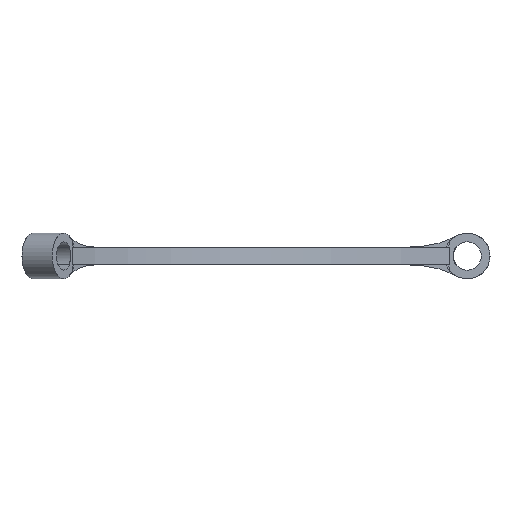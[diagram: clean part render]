
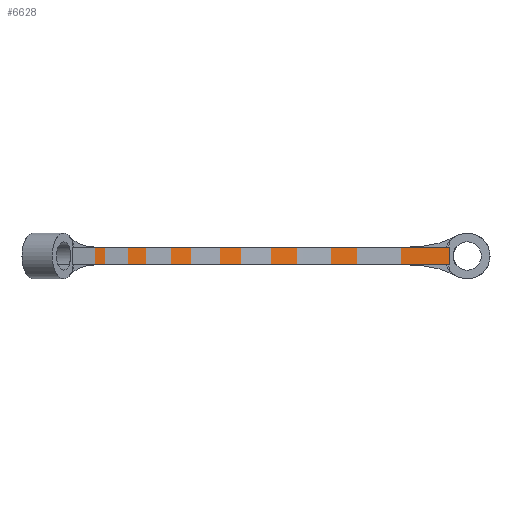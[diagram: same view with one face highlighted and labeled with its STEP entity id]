
A CAD part, front view. The second image highlights one B-rep face of the part: STEP entity #6628.
In plain terms, the highlighted free-form (B-spline) face has degree [8, 1] with [9, 2] control points.
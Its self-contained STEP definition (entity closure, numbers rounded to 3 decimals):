
#353 = CARTESIAN_POINT ( 'NONE',  ( 75.077, -5., -2.5 ) ) ;
#390 = CARTESIAN_POINT ( 'NONE',  ( 48.272, -5.813, 2.5 ) ) ;
#471 = CARTESIAN_POINT ( 'NONE',  ( -33.229, -67.555, -2.5 ) ) ;
#546 = EDGE_CURVE ( 'NONE', #3563, #6990, #3939, .T. ) ;
#993 = CARTESIAN_POINT ( 'NONE',  ( 25.276, -10.247, 2.5 ) ) ;
#995 = B_SPLINE_SURFACE_WITH_KNOTS ( 'NONE', 8, 1, ( 
 ( #6489, #3303 ),
 ( #3333, #6982 ),
 ( #3904, #390 ),
 ( #4446, #993 ),
 ( #4971, #1575 ),
 ( #5499, #2147 ),
 ( #6028, #2745 ),
 ( #6511, #3356 ),
 ( #7001, #3924 ) ),
 .UNSPECIFIED., .F., .F., .F.,
 ( 9, 9 ),
 ( 2, 2 ),
 ( 0.031, 0.97 ),
 ( 0., 1. ),
 .UNSPECIFIED. ) ;
#1025 = EDGE_CURVE ( 'NONE', #3563, #6002, #4571, .T. ) ;
#1286 = FACE_OUTER_BOUND ( 'NONE', #1435, .T. ) ;
#1435 = EDGE_LOOP ( 'NONE', ( #3627, #4824, #3846, #3354 ) ) ;
#1575 = CARTESIAN_POINT ( 'NONE',  ( 13.895, -17.807, 2.5 ) ) ;
#1837 = CARTESIAN_POINT ( 'NONE',  ( -33.229, -67.555, -2.5 ) ) ;
#1864 = VERTEX_POINT ( 'NONE', #1837 ) ;
#2147 = CARTESIAN_POINT ( 'NONE',  ( -2.969, -26.565, 2.5 ) ) ;
#2244 = DIRECTION ( 'NONE',  ( 0., 0., -1. ) ) ;
#2308 = CARTESIAN_POINT ( 'NONE',  ( -33.229, -67.555, -2.5 ) ) ;
#2355 = VECTOR ( 'NONE', #2244, 1000. ) ;
#2366 = EDGE_CURVE ( 'NONE', #6002, #1864, #6514, .T. ) ;
#2468 = CARTESIAN_POINT ( 'NONE',  ( -33.229, -67.555, 2.5 ) ) ;
#2480 = CARTESIAN_POINT ( 'NONE',  ( -27.387, -57.551, 2.5 ) ) ;
#2487 = CARTESIAN_POINT ( 'NONE',  ( -19.073, -44.727, 2.5 ) ) ;
#2493 = CARTESIAN_POINT ( 'NONE',  ( -2.969, -26.565, 2.5 ) ) ;
#2512 = CARTESIAN_POINT ( 'NONE',  ( 13.895, -17.807, 2.5 ) ) ;
#2521 = CARTESIAN_POINT ( 'NONE',  ( 25.276, -10.247, 2.5 ) ) ;
#2524 = CARTESIAN_POINT ( 'NONE',  ( 75.077, -5., 2.5 ) ) ;
#2533 = CARTESIAN_POINT ( 'NONE',  ( 48.272, -5.813, 2.5 ) ) ;
#2587 = CARTESIAN_POINT ( 'NONE',  ( 63.486, -5.057, 2.5 ) ) ;
#2694 = CARTESIAN_POINT ( 'NONE',  ( 75.077, -5., 2.5 ) ) ;
#2745 = CARTESIAN_POINT ( 'NONE',  ( -19.073, -44.727, 2.5 ) ) ;
#2800 = CARTESIAN_POINT ( 'NONE',  ( 25.276, -10.247, -2.5 ) ) ;
#3295 = B_SPLINE_CURVE_WITH_KNOTS ( 'NONE', 8,
 ( #5022, #6045, #6065, #2800, #6565, #3414, #7045, #3977, #471 ),
 .UNSPECIFIED., .F., .F.,
 ( 9, 9 ),
 ( 0.031, 0.97 ),
 .UNSPECIFIED. ) ;
#3303 = CARTESIAN_POINT ( 'NONE',  ( 75.077, -5., 2.5 ) ) ;
#3333 = CARTESIAN_POINT ( 'NONE',  ( 63.486, -5.057, -2.5 ) ) ;
#3354 = ORIENTED_EDGE ( 'NONE', *, *, #5911, .F. ) ;
#3356 = CARTESIAN_POINT ( 'NONE',  ( -27.387, -57.551, 2.5 ) ) ;
#3414 = CARTESIAN_POINT ( 'NONE',  ( -2.969, -26.565, -2.5 ) ) ;
#3496 = CARTESIAN_POINT ( 'NONE',  ( 75.077, -5., -2.5 ) ) ;
#3507 = DIRECTION ( 'NONE',  ( 0., 0., -1. ) ) ;
#3563 = VERTEX_POINT ( 'NONE', #2694 ) ;
#3627 = ORIENTED_EDGE ( 'NONE', *, *, #546, .F. ) ;
#3846 = ORIENTED_EDGE ( 'NONE', *, *, #2366, .T. ) ;
#3904 = CARTESIAN_POINT ( 'NONE',  ( 48.272, -5.813, -2.5 ) ) ;
#3924 = CARTESIAN_POINT ( 'NONE',  ( -33.229, -67.555, 2.5 ) ) ;
#3939 = LINE ( 'NONE', #3496, #6993 ) ;
#3977 = CARTESIAN_POINT ( 'NONE',  ( -27.387, -57.551, -2.5 ) ) ;
#4446 = CARTESIAN_POINT ( 'NONE',  ( 25.276, -10.247, -2.5 ) ) ;
#4571 = B_SPLINE_CURVE_WITH_KNOTS ( 'NONE', 8,
 ( #2524, #2587, #2533, #2521, #2512, #2493, #2487, #2480, #2468 ),
 .UNSPECIFIED., .F., .F.,
 ( 9, 9 ),
 ( 0.031, 0.97 ),
 .UNSPECIFIED. ) ;
#4824 = ORIENTED_EDGE ( 'NONE', *, *, #1025, .T. ) ;
#4971 = CARTESIAN_POINT ( 'NONE',  ( 13.895, -17.807, -2.5 ) ) ;
#5022 = CARTESIAN_POINT ( 'NONE',  ( 75.077, -5., -2.5 ) ) ;
#5116 = CARTESIAN_POINT ( 'NONE',  ( -33.229, -67.555, 2.5 ) ) ;
#5499 = CARTESIAN_POINT ( 'NONE',  ( -2.969, -26.565, -2.5 ) ) ;
#5911 = EDGE_CURVE ( 'NONE', #6990, #1864, #3295, .T. ) ;
#6002 = VERTEX_POINT ( 'NONE', #5116 ) ;
#6028 = CARTESIAN_POINT ( 'NONE',  ( -19.073, -44.727, -2.5 ) ) ;
#6045 = CARTESIAN_POINT ( 'NONE',  ( 63.486, -5.057, -2.5 ) ) ;
#6065 = CARTESIAN_POINT ( 'NONE',  ( 48.272, -5.813, -2.5 ) ) ;
#6489 = CARTESIAN_POINT ( 'NONE',  ( 75.077, -5., -2.5 ) ) ;
#6511 = CARTESIAN_POINT ( 'NONE',  ( -27.387, -57.551, -2.5 ) ) ;
#6514 = LINE ( 'NONE', #2308, #2355 ) ;
#6565 = CARTESIAN_POINT ( 'NONE',  ( 13.895, -17.807, -2.5 ) ) ;
#6628 = ADVANCED_FACE ( 'NONE', ( #1286 ), #995, .F. ) ;
#6982 = CARTESIAN_POINT ( 'NONE',  ( 63.486, -5.057, 2.5 ) ) ;
#6990 = VERTEX_POINT ( 'NONE', #353 ) ;
#6993 = VECTOR ( 'NONE', #3507, 1000. ) ;
#7001 = CARTESIAN_POINT ( 'NONE',  ( -33.229, -67.555, -2.5 ) ) ;
#7045 = CARTESIAN_POINT ( 'NONE',  ( -19.073, -44.727, -2.5 ) ) ;
